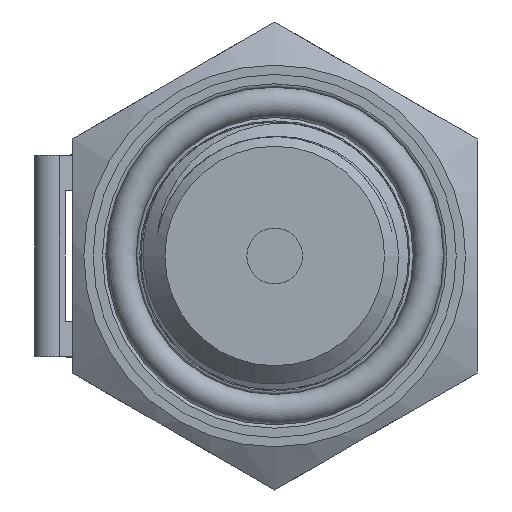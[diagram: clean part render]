
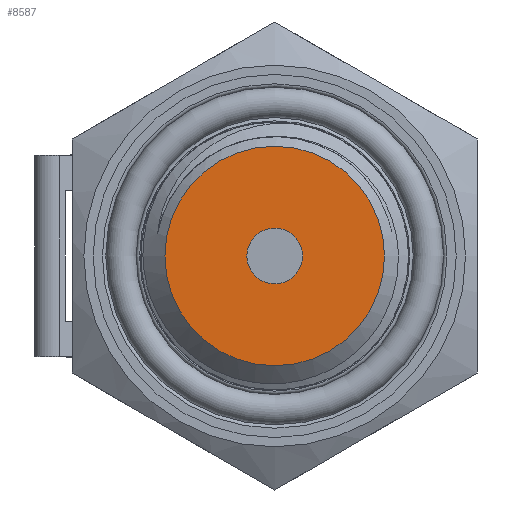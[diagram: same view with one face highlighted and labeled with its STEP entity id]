
A CAD part, left-side view. The second image highlights one B-rep face of the part: STEP entity #8587.
In plain terms, the highlighted planar face has unit normal (-1, 0, 0).
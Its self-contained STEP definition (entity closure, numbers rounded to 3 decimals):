
#191=FACE_BOUND('',#1444,.T.);
#263=PLANE('',#9042);
#922=FACE_OUTER_BOUND('',#1443,.T.);
#1443=EDGE_LOOP('',(#7352));
#1444=EDGE_LOOP('',(#7353));
#1759=CIRCLE('',#9011,6.5);
#1774=CIRCLE('',#9041,1.65);
#4060=VERTEX_POINT('',#20528);
#4072=VERTEX_POINT('',#21243);
#5188=EDGE_CURVE('',#4060,#4060,#1759,.T.);
#5211=EDGE_CURVE('',#4072,#4072,#1774,.T.);
#7352=ORIENTED_EDGE('',*,*,#5188,.T.);
#7353=ORIENTED_EDGE('',*,*,#5211,.T.);
#8587=ADVANCED_FACE('',(#922,#191),#263,.T.);
#9011=AXIS2_PLACEMENT_3D('',#20530,#10122,#10123);
#9041=AXIS2_PLACEMENT_3D('',#21244,#10190,#10191);
#9042=AXIS2_PLACEMENT_3D('',#21246,#10193,#10194);
#10122=DIRECTION('center_axis',(-1.,0.,0.));
#10123=DIRECTION('ref_axis',(0.,1.,0.));
#10190=DIRECTION('center_axis',(1.,0.,0.));
#10191=DIRECTION('ref_axis',(0.,0.,-1.));
#10193=DIRECTION('center_axis',(-1.,0.,0.));
#10194=DIRECTION('ref_axis',(0.,0.,1.));
#20528=CARTESIAN_POINT('',(0.,-6.5,0.));
#20530=CARTESIAN_POINT('Origin',(0.,0.,0.));
#21243=CARTESIAN_POINT('',(0.,-1.65,0.));
#21244=CARTESIAN_POINT('Origin',(0.,0.,0.));
#21246=CARTESIAN_POINT('Origin',(0.,8.,0.));
